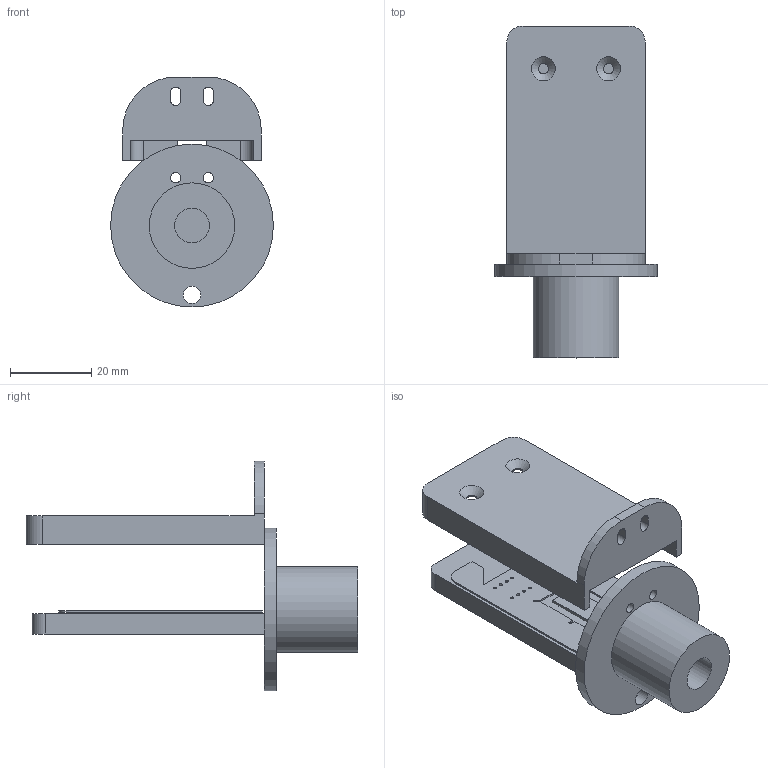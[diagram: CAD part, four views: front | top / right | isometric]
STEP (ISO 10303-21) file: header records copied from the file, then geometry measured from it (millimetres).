
FILE_DESCRIPTION(('Open CASCADE Model'),'2;1');
FILE_NAME('Open CASCADE Shape Model','2023-10-30T16:42:42',('Author'),( 'Open CASCADE'),'Open CASCADE STEP processor 7.5','Open CASCADE 7.5' ,'Unknown');
FILE_SCHEMA(('AUTOMOTIVE_DESIGN { 1 0 10303 214 1 1 1 1 }'));
Length unit declared in the file: millimetre
Products named in the file (8): PCB; Board; Open CASCADE STEP translator 7.5 7.1.1; U1; 12983146400; Extruded; Free-Models; COPERCHIO_RGB8421504
Assembly tree (7 placements, depth 4):
  PCB
    Board
      Open CASCADE STEP translator 7.5 7.1.1
    U1
      12983146400
        Extruded
    Free-Models
      COPERCHIO_RGB8421504
Bounding box: 40 x 81.5 x 56.5 mm (x, y, z)
Volume: 24794.9 mm3; surface area: 17826.2 mm2
Topology: 4 solids, 4 shells, 177 faces, 503 edges, 337 vertices
Faces by surface type: plane 135, cylinder 40, cone 2
Full cylindrical faces by diameter (mm): 0.762 x16, 2.5 x6, 4.3 x1, 8.5 x1, 21 x1, 40 x1
Entity records: 5987 total; most frequent: CARTESIAN_POINT 1037, ORIENTED_EDGE 1006, DIRECTION 950, EDGE_CURVE 503, LINE 402, VECTOR 402, VERTEX_POINT 337, AXIS2_PLACEMENT_3D 274
